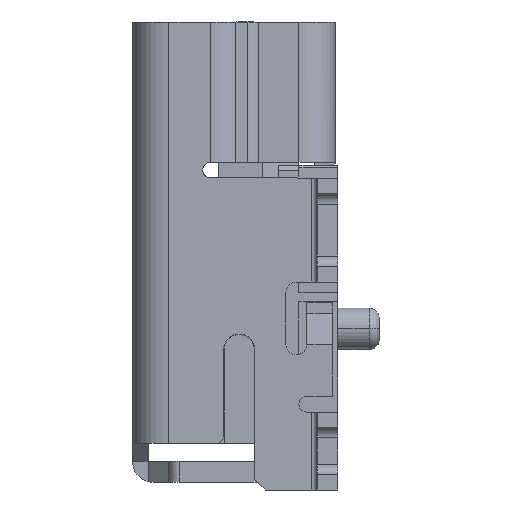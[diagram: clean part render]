
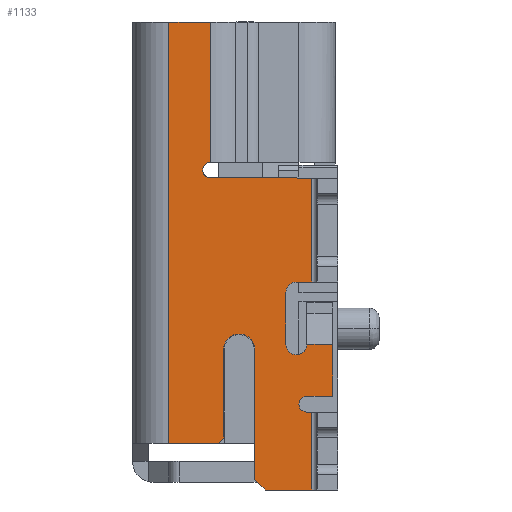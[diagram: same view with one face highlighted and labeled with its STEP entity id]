
A CAD part, left-side view. The second image highlights one B-rep face of the part: STEP entity #1133.
In plain terms, the highlighted planar face has unit normal (-1, 0, 0).
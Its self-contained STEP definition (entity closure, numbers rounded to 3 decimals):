
#1133=ADVANCED_FACE('',(#2144),#2145,.T.);
#2144=FACE_OUTER_BOUND('',#3392,.T.);
#2145=PLANE('',#3393);
#3392=EDGE_LOOP('',(#7506,#7507,#7508,#7509,#7510,#7511,#7512,#7513,#7514,#7515,#7516,#7517,#7518,#7519,#7520,#7521,#7522,#7523,#7524,#7525,#7526,#7527,#7528,#7529,#7530));
#3393=AXIS2_PLACEMENT_3D('',#7531,#7532,#7533);
#7506=ORIENTED_EDGE('',*,*,#10803,.T.);
#7507=ORIENTED_EDGE('',*,*,#10804,.T.);
#7508=ORIENTED_EDGE('',*,*,#9656,.T.);
#7509=ORIENTED_EDGE('',*,*,#10805,.T.);
#7510=ORIENTED_EDGE('',*,*,#10806,.T.);
#7511=ORIENTED_EDGE('',*,*,#10807,.T.);
#7512=ORIENTED_EDGE('',*,*,#10808,.F.);
#7513=ORIENTED_EDGE('',*,*,#10809,.F.);
#7514=ORIENTED_EDGE('',*,*,#10810,.T.);
#7515=ORIENTED_EDGE('',*,*,#10811,.T.);
#7516=ORIENTED_EDGE('',*,*,#10812,.T.);
#7517=ORIENTED_EDGE('',*,*,#10813,.T.);
#7518=ORIENTED_EDGE('',*,*,#10814,.T.);
#7519=ORIENTED_EDGE('',*,*,#10815,.T.);
#7520=ORIENTED_EDGE('',*,*,#9674,.T.);
#7521=ORIENTED_EDGE('',*,*,#10816,.T.);
#7522=ORIENTED_EDGE('',*,*,#10817,.T.);
#7523=ORIENTED_EDGE('',*,*,#10818,.F.);
#7524=ORIENTED_EDGE('',*,*,#10819,.F.);
#7525=ORIENTED_EDGE('',*,*,#10573,.T.);
#7526=ORIENTED_EDGE('',*,*,#10802,.F.);
#7527=ORIENTED_EDGE('',*,*,#10800,.F.);
#7528=ORIENTED_EDGE('',*,*,#9686,.T.);
#7529=ORIENTED_EDGE('',*,*,#10820,.T.);
#7530=ORIENTED_EDGE('',*,*,#9848,.F.);
#7531=CARTESIAN_POINT('',(-3.85,0.403,0.0));
#7532=DIRECTION('',(-1.0,0.0,0.0));
#7533=DIRECTION('',(0.0,0.0,1.0));
#9656=EDGE_CURVE('',#11322,#11319,#11323,.T.);
#9674=EDGE_CURVE('',#11352,#11356,#11358,.T.);
#9686=EDGE_CURVE('',#11382,#11380,#11383,.T.);
#9848=EDGE_CURVE('',#11687,#11689,#11690,.T.);
#10573=EDGE_CURVE('',#12940,#12938,#12941,.T.);
#10800=EDGE_CURVE('',#11382,#13302,#13303,.T.);
#10802=EDGE_CURVE('',#13302,#12938,#13305,.T.);
#10803=EDGE_CURVE('',#11687,#13306,#13307,.T.);
#10804=EDGE_CURVE('',#13306,#11322,#13308,.T.);
#10805=EDGE_CURVE('',#11319,#13309,#13310,.T.);
#10806=EDGE_CURVE('',#13309,#13311,#13312,.T.);
#10807=EDGE_CURVE('',#13311,#13313,#13314,.T.);
#10808=EDGE_CURVE('',#13315,#13313,#13316,.T.);
#10809=EDGE_CURVE('',#13317,#13315,#13318,.T.);
#10810=EDGE_CURVE('',#13317,#13319,#13320,.T.);
#10811=EDGE_CURVE('',#13319,#13321,#13322,.T.);
#10812=EDGE_CURVE('',#13321,#13323,#13324,.T.);
#10813=EDGE_CURVE('',#13323,#13325,#13326,.T.);
#10814=EDGE_CURVE('',#13325,#13327,#13328,.T.);
#10815=EDGE_CURVE('',#13327,#11352,#13329,.T.);
#10816=EDGE_CURVE('',#11356,#13330,#13331,.T.);
#10817=EDGE_CURVE('',#13330,#13332,#13333,.T.);
#10818=EDGE_CURVE('',#13334,#13332,#13335,.T.);
#10819=EDGE_CURVE('',#12940,#13334,#13336,.T.);
#10820=EDGE_CURVE('',#11380,#11689,#13337,.T.);
#11319=VERTEX_POINT('',#14061);
#11322=VERTEX_POINT('',#14065);
#11323=CIRCLE('',#14066,0.3);
#11352=VERTEX_POINT('',#14102);
#11356=VERTEX_POINT('',#14107);
#11358=CIRCLE('',#14110,0.2);
#11380=VERTEX_POINT('',#14138);
#11382=VERTEX_POINT('',#14140);
#11383=LINE('',#14141,#14142);
#11687=VERTEX_POINT('',#14569);
#11689=VERTEX_POINT('',#14572);
#11690=LINE('',#14573,#14574);
#12938=VERTEX_POINT('',#16636);
#12940=VERTEX_POINT('',#16641);
#12941=LINE('',#16642,#16643);
#13302=VERTEX_POINT('',#17207);
#13303=LINE('',#17208,#17209);
#13305=CIRCLE('',#17215,0.15);
#13306=VERTEX_POINT('',#17216);
#13307=LINE('',#17217,#17218);
#13308=LINE('',#17219,#17220);
#13309=VERTEX_POINT('',#17221);
#13310=CIRCLE('',#17222,0.3);
#13311=VERTEX_POINT('',#17223);
#13312=LINE('',#17224,#17225);
#13313=VERTEX_POINT('',#17226);
#13314=LINE('',#17227,#17228);
#13315=VERTEX_POINT('',#17229);
#13316=LINE('',#17230,#17231);
#13317=VERTEX_POINT('',#17232);
#13318=LINE('',#17233,#17234);
#13319=VERTEX_POINT('',#17235);
#13320=LINE('',#17236,#17237);
#13321=VERTEX_POINT('',#17238);
#13322=CIRCLE('',#17239,0.15);
#13323=VERTEX_POINT('',#17240);
#13324=LINE('',#17241,#17242);
#13325=VERTEX_POINT('',#17243);
#13326=LINE('',#17244,#17245);
#13327=VERTEX_POINT('',#17246);
#13328=LINE('',#17247,#17248);
#13329=CIRCLE('',#17249,0.2);
#13330=VERTEX_POINT('',#17250);
#13331=LINE('',#17251,#17252);
#13332=VERTEX_POINT('',#17253);
#13333=CIRCLE('',#17254,0.2);
#13334=VERTEX_POINT('',#17255);
#13335=LINE('',#17256,#17257);
#13336=LINE('',#17258,#17259);
#13337=LINE('',#17260,#17261);
#14061=CARTESIAN_POINT('',(-3.85,-0.15,-6.0));
#14065=CARTESIAN_POINT('',(-3.85,0.15,-6.3));
#14066=AXIS2_PLACEMENT_3D('',#18604,#18605,#18606);
#14102=CARTESIAN_POINT('',(-3.85,-1.25,-6.4));
#14107=CARTESIAN_POINT('',(-3.85,-1.05,-6.2));
#14110=AXIS2_PLACEMENT_3D('',#18640,#18641,#18642);
#14138=CARTESIAN_POINT('',(-3.85,1.2,0.0));
#14140=CARTESIAN_POINT('',(-3.85,0.403,0.0));
#14141=CARTESIAN_POINT('',(-3.85,0.403,0.0));
#14142=VECTOR('',#18664,0.797);
#14569=CARTESIAN_POINT('',(-3.85,0.25,-8.1));
#14572=CARTESIAN_POINT('',(-3.85,1.2,-8.1));
#14573=CARTESIAN_POINT('',(-3.85,0.25,-8.1));
#14574=VECTOR('',#18905,0.95);
#16636=CARTESIAN_POINT('',(-3.85,0.403,-3.));
#16641=CARTESIAN_POINT('',(-3.85,-1.55,-3.0));
#16642=CARTESIAN_POINT('',(-3.85,-1.55,-3.0));
#16643=VECTOR('',#19756,1.953);
#17207=CARTESIAN_POINT('',(-3.85,0.403,-2.7));
#17208=CARTESIAN_POINT('',(-3.85,0.403,0.0));
#17209=VECTOR('',#20067,2.7);
#17215=AXIS2_PLACEMENT_3D('',#20068,#20069,#20070);
#17216=CARTESIAN_POINT('',(-3.85,0.15,-8.0));
#17217=CARTESIAN_POINT('',(-3.85,0.25,-8.1));
#17218=VECTOR('',#20071,0.141);
#17219=CARTESIAN_POINT('',(-3.85,0.15,-8.0));
#17220=VECTOR('',#20072,1.7);
#17221=CARTESIAN_POINT('',(-3.85,-0.45,-6.3));
#17222=AXIS2_PLACEMENT_3D('',#20073,#20074,#20075);
#17223=CARTESIAN_POINT('',(-3.85,-0.45,-8.8));
#17224=CARTESIAN_POINT('',(-3.85,-0.45,-6.3));
#17225=VECTOR('',#20076,2.5);
#17226=CARTESIAN_POINT('',(-3.85,-0.65,-9.0));
#17227=CARTESIAN_POINT('',(-3.85,-0.45,-8.8));
#17228=VECTOR('',#20077,0.283);
#17229=CARTESIAN_POINT('',(-3.85,-1.55,-9.0));
#17230=CARTESIAN_POINT('',(-3.85,-1.55,-9.0));
#17231=VECTOR('',#20078,0.9);
#17232=CARTESIAN_POINT('',(-3.85,-1.55,-7.5));
#17233=CARTESIAN_POINT('',(-3.85,-1.55,-7.5));
#17234=VECTOR('',#20079,1.5);
#17235=CARTESIAN_POINT('',(-3.85,-1.45,-7.5));
#17236=CARTESIAN_POINT('',(-3.85,-1.55,-7.5));
#17237=VECTOR('',#20080,0.1);
#17238=CARTESIAN_POINT('',(-3.85,-1.45,-7.2));
#17239=AXIS2_PLACEMENT_3D('',#20081,#20082,#20083);
#17240=CARTESIAN_POINT('',(-3.85,-1.95,-7.2));
#17241=CARTESIAN_POINT('',(-3.85,-1.45,-7.2));
#17242=VECTOR('',#20084,0.5);
#17243=CARTESIAN_POINT('',(-3.85,-1.95,-6.2));
#17244=CARTESIAN_POINT('',(-3.85,-1.95,-7.2));
#17245=VECTOR('',#20085,1.0);
#17246=CARTESIAN_POINT('',(-3.85,-1.45,-6.2));
#17247=CARTESIAN_POINT('',(-3.85,-1.95,-6.2));
#17248=VECTOR('',#20086,0.5);
#17249=AXIS2_PLACEMENT_3D('',#20087,#20088,#20089);
#17250=CARTESIAN_POINT('',(-3.85,-1.05,-5.2));
#17251=CARTESIAN_POINT('',(-3.85,-1.05,-6.2));
#17252=VECTOR('',#20090,1.0);
#17253=CARTESIAN_POINT('',(-3.85,-1.25,-5.0));
#17254=AXIS2_PLACEMENT_3D('',#20091,#20092,#20093);
#17255=CARTESIAN_POINT('',(-3.85,-1.55,-5.0));
#17256=CARTESIAN_POINT('',(-3.85,-1.55,-5.0));
#17257=VECTOR('',#20094,0.3);
#17258=CARTESIAN_POINT('',(-3.85,-1.55,-3.0));
#17259=VECTOR('',#20095,2.0);
#17260=CARTESIAN_POINT('',(-3.85,1.2,0.0));
#17261=VECTOR('',#20096,8.1);
#18604=CARTESIAN_POINT('',(-3.85,-0.15,-6.3));
#18605=DIRECTION('',(1.0,0.0,0.0));
#18606=DIRECTION('',(0.0,1.0,0.0));
#18640=CARTESIAN_POINT('',(-3.85,-1.25,-6.2));
#18641=DIRECTION('',(1.0,0.0,0.0));
#18642=DIRECTION('',(0.0,-1.0,0.0));
#18664=DIRECTION('',(0.0,1.0,0.0));
#18905=DIRECTION('',(0.0,1.0,0.0));
#19756=DIRECTION('',(0.0,1.,0.));
#20067=DIRECTION('',(0.0,0.0,-1.0));
#20068=CARTESIAN_POINT('',(-3.85,0.4,-2.85));
#20069=DIRECTION('',(-1.0,0.0,0.0));
#20070=DIRECTION('',(0.0,0.023,1.));
#20071=DIRECTION('',(0.0,-0.707,0.707));
#20072=DIRECTION('',(0.0,0.0,1.0));
#20073=CARTESIAN_POINT('',(-3.85,-0.15,-6.3));
#20074=DIRECTION('',(1.0,0.0,0.0));
#20075=DIRECTION('',(0.0,1.0,0.0));
#20076=DIRECTION('',(0.0,0.0,-1.0));
#20077=DIRECTION('',(0.0,-0.707,-0.707));
#20078=DIRECTION('',(0.0,1.0,0.0));
#20079=DIRECTION('',(0.0,0.0,-1.0));
#20080=DIRECTION('',(0.0,1.0,0.0));
#20081=CARTESIAN_POINT('',(-3.85,-1.45,-7.35));
#20082=DIRECTION('',(1.0,0.0,0.0));
#20083=DIRECTION('',(0.0,0.0,-1.0));
#20084=DIRECTION('',(0.0,-1.0,0.0));
#20085=DIRECTION('',(0.0,0.0,1.0));
#20086=DIRECTION('',(0.0,1.0,0.0));
#20087=CARTESIAN_POINT('',(-3.85,-1.25,-6.2));
#20088=DIRECTION('',(1.0,0.0,0.0));
#20089=DIRECTION('',(0.0,-1.0,0.0));
#20090=DIRECTION('',(0.0,0.0,1.0));
#20091=CARTESIAN_POINT('',(-3.85,-1.25,-5.2));
#20092=DIRECTION('',(1.0,0.0,0.0));
#20093=DIRECTION('',(0.0,1.0,0.0));
#20094=DIRECTION('',(0.0,1.0,0.0));
#20095=DIRECTION('',(0.0,0.0,-1.0));
#20096=DIRECTION('',(0.0,0.0,-1.0));
